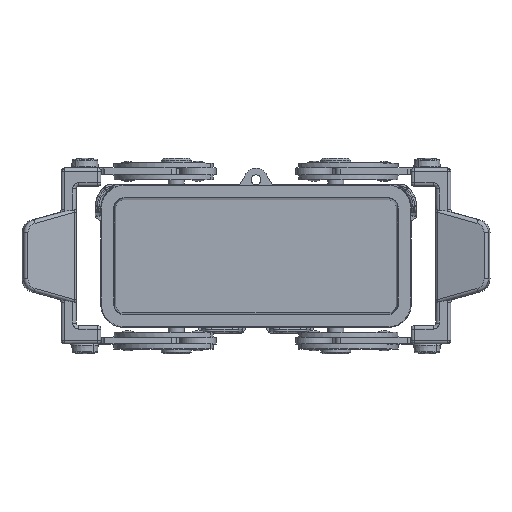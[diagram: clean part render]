
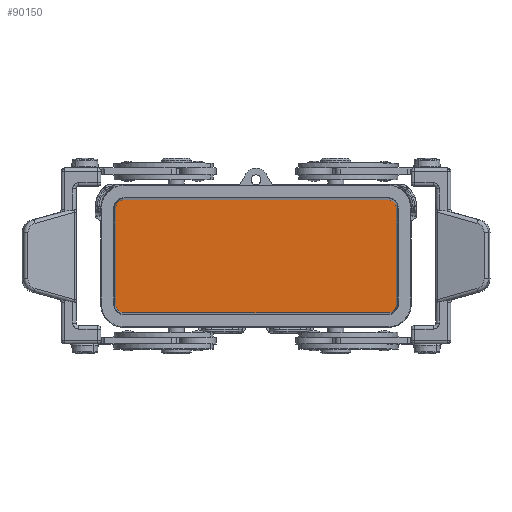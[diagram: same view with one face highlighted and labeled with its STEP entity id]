
A CAD part, top view. The second image highlights one B-rep face of the part: STEP entity #90150.
In plain terms, the highlighted planar face has unit normal (0, 0, 1).
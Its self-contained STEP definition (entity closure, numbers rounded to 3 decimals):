
#14760=CARTESIAN_POINT('',(-17.002,6.001,-9.5));
#14770=VERTEX_POINT('',#14760);
#14930=CARTESIAN_POINT('',(-14.5,8.504,-9.5));
#14940=VERTEX_POINT('',#14930);
#14970=CARTESIAN_POINT('',(-14.5,6.001,-9.5));
#14980=DIRECTION('',(0.,0.,1.));
#14990=DIRECTION('',(1.,0.,0.));
#15000=AXIS2_PLACEMENT_3D('',#14970,#14980,#14990);
#15010=CIRCLE('',#15000,2.502);
#15020=EDGE_CURVE('',#14940,#14770,#15010,.T.);
#18170=CARTESIAN_POINT('',(14.5,8.504,-9.5));
#18180=VERTEX_POINT('',#18170);
#18340=CARTESIAN_POINT('',(17.002,6.001,
-9.5));
#18350=VERTEX_POINT('',#18340);
#18380=CARTESIAN_POINT('',(14.5,6.001,
-9.5));
#18390=DIRECTION('',(0.,0.,1.));
#18400=DIRECTION('',(1.,0.,0.));
#18410=AXIS2_PLACEMENT_3D('',#18380,#18390,#18400);
#18420=CIRCLE('',#18410,2.502);
#18430=EDGE_CURVE('',#18350,#18180,#18420,.T.);
#36620=CARTESIAN_POINT('',(0.,8.504,-9.5));
#36630=DIRECTION('',(1.,0.,0.));
#36640=VECTOR('',#36630,1.);
#36650=LINE('',#36620,#36640);
#36660=EDGE_CURVE('',#14940,#18180,#36650,.T.);
#64170=CARTESIAN_POINT('',(-17.002,0.,-9.5));
#64180=DIRECTION('',(0.,1.,0.));
#64190=VECTOR('',#64180,1.);
#64200=LINE('',#64170,#64190);
#64210=CARTESIAN_POINT('',(-17.002,-73.499,
-9.5));
#64220=VERTEX_POINT('',#64210);
#64230=EDGE_CURVE('',#64220,#14770,#64200,.T.);
#66390=CARTESIAN_POINT('',(17.002,-73.499,
-9.5));
#66400=VERTEX_POINT('',#66390);
#66450=CARTESIAN_POINT('',(17.002,0.,-9.5));
#66460=DIRECTION('',(0.,-1.,0.));
#66470=VECTOR('',#66460,1.);
#66480=LINE('',#66450,#66470);
#66490=EDGE_CURVE('',#18350,#66400,#66480,.T.);
#68770=CARTESIAN_POINT('',(-14.5,-76.001,-9.5));
#68780=VERTEX_POINT('',#68770);
#68810=CARTESIAN_POINT('',(0.,-76.001,-9.5));
#68820=DIRECTION('',(1.,0.,0.));
#68830=VECTOR('',#68820,1.);
#68840=LINE('',#68810,#68830);
#68850=CARTESIAN_POINT('',(14.5,-76.001,-9.5));
#68860=VERTEX_POINT('',#68850);
#68870=EDGE_CURVE('',#68780,#68860,#68840,.T.);
#88400=CARTESIAN_POINT('',(-14.5,-73.499,
-9.5));
#88410=DIRECTION('',(0.,0.,-1.));
#88420=DIRECTION('',(1.,0.,0.));
#88430=AXIS2_PLACEMENT_3D('',#88400,#88410,#88420);
#88440=CIRCLE('',#88430,2.502);
#88450=EDGE_CURVE('',#68780,#64220,#88440,.T.);
#89940=CARTESIAN_POINT('',(18.389,-6.758,
-9.5));
#89950=DIRECTION('',(0.,0.,-1.));
#89960=DIRECTION('',(1.,0.,0.));
#89970=AXIS2_PLACEMENT_3D('',#89940,#89950,#89960);
#89980=PLANE('',#89970);
#89990=ORIENTED_EDGE('',*,*,#15020,.T.);
#90000=ORIENTED_EDGE('',*,*,#36660,.F.);
#90010=ORIENTED_EDGE('',*,*,#18430,.T.);
#90020=ORIENTED_EDGE('',*,*,#66490,.F.);
#90030=CARTESIAN_POINT('',(14.5,-73.499,
-9.5));
#90040=DIRECTION('',(0.,0.,-1.));
#90050=DIRECTION('',(1.,0.,0.));
#90060=AXIS2_PLACEMENT_3D('',#90030,#90040,#90050);
#90070=CIRCLE('',#90060,2.502);
#90080=EDGE_CURVE('',#66400,#68860,#90070,.T.);
#90090=ORIENTED_EDGE('',*,*,#90080,.F.);
#90100=ORIENTED_EDGE('',*,*,#68870,.T.);
#90110=ORIENTED_EDGE('',*,*,#88450,.F.);
#90120=ORIENTED_EDGE('',*,*,#64230,.F.);
#90130=EDGE_LOOP('',(#90120,#90110,#90100,#90090,#90020,#90010,#90000,
#89990));
#90140=FACE_OUTER_BOUND('',#90130,.T.);
#90150=ADVANCED_FACE('',(#90140),#89980,.F.);
